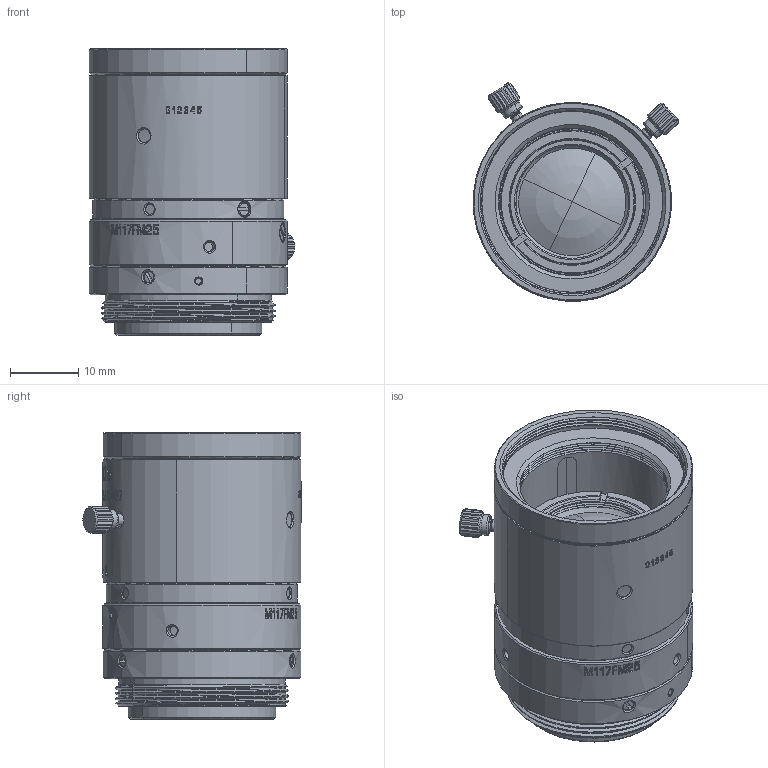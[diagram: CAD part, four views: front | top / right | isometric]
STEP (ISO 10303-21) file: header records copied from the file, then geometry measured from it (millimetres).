
FILE_DESCRIPTION(('CATIA V5 STEP Exchange'),'2;1');
FILE_NAME('EEC05E0000-070-EEC05E0000(M117FM25).stp','2024-08-20T05:44:01+00:00',('none'),('none'),'CATIA Version 5-6 Release 2017 SP5 HF45','CATIA V5 STEP AP203','none');
FILE_SCHEMA(('CONFIG_CONTROL_DESIGN'));
Products named in the file (1): M117FM25
Bounding box: 30.03 x 31.91 x 41.85 mm (x, y, z)
Volume: 20888.6 mm3; surface area: 7960.7 mm2
Topology: 1 solids, 7 shells, 2532 faces, 7011 edges, 4592 vertices
Faces by surface type: bspline 1902, cone 208, plane 192, cylinder 178, extrusion 20, torus 20, sphere 12
Entity records: 118652 total; most frequent: CARTESIAN_POINT 71950, ORIENTED_EDGE 14006, EDGE_CURVE 7003, B_SPLINE_CURVE_WITH_KNOTS 5624, VERTEX_POINT 4592, EDGE_LOOP 2651, ADVANCED_FACE 2532, FACE_OUTER_BOUND 2532
